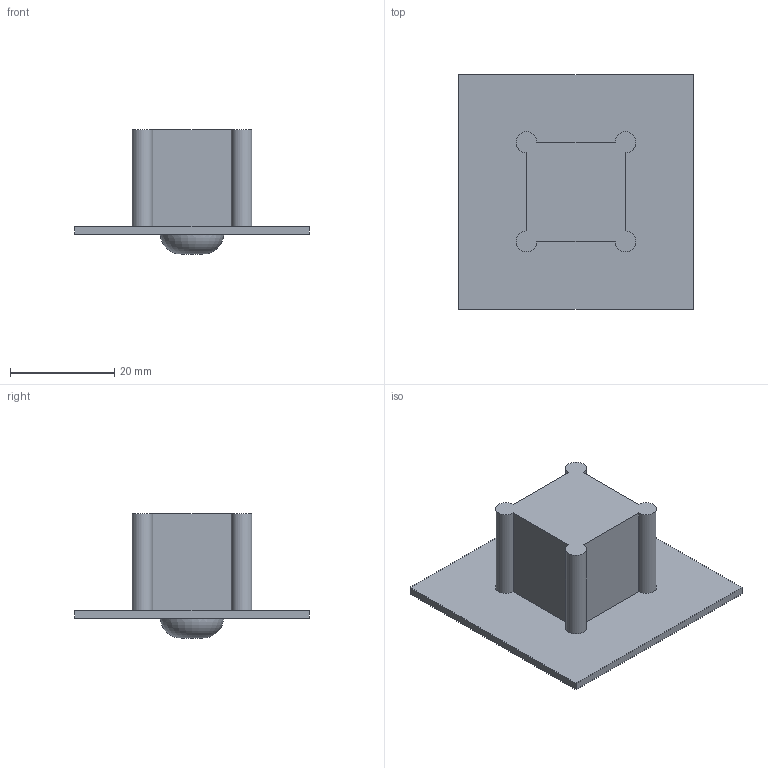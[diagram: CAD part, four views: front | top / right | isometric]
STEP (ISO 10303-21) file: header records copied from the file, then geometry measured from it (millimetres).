
FILE_DESCRIPTION(/* description */ ('Unknown'),/* implementation_level */ '2;1');
FILE_NAME(/* name */ 'SN 9024.1-03 SLB LED SQ',/* time_stamp */ '2023-10-30T13:59:26+01:00',/* author */ ('Unknown'),/* organization */ ('Unknown'),/* preprocessor_version */ 'ST-DEVELOPER v18.102',/* originating_system */ 'Solid Edge',/* authorisation */ 'Unknown');
FILE_SCHEMA (('AUTOMOTIVE_DESIGN {1 0 10303 214 3 1 1}'));
Length unit declared in the file: millimetre
Products named in the file (1): SN 9024.1-03 ALB LED RD (102476557)
Bounding box: 45 x 45 x 23.79 mm (x, y, z)
Volume: 10744.6 mm3; surface area: 6200 mm2
Topology: 1 solids, 1 shells, 17 faces, 39 edges, 26 vertices
Faces by surface type: plane 12, cylinder 4, torus 1
Entity records: 508 total; most frequent: DIRECTION 84, CARTESIAN_POINT 82, ORIENTED_EDGE 76, EDGE_CURVE 38, LINE 28, VECTOR 28, AXIS2_PLACEMENT_3D 28, VERTEX_POINT 26
